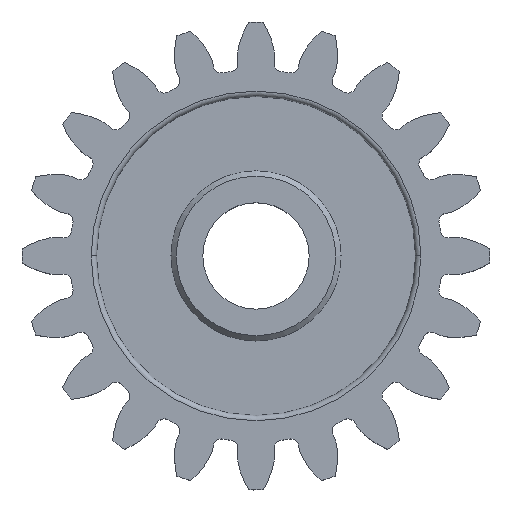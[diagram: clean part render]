
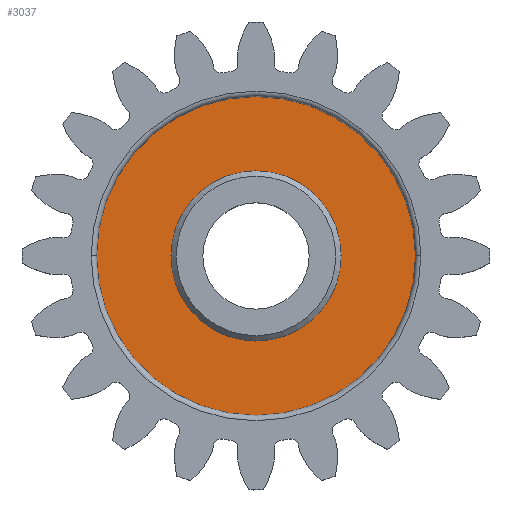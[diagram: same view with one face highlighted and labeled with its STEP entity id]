
A CAD part, top view. The second image highlights one B-rep face of the part: STEP entity #3037.
In plain terms, the highlighted planar face has unit normal (0, 0, 1).
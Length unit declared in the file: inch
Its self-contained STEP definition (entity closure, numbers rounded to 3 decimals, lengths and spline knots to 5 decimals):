
#68 = DIRECTION ( 'NONE',  ( -1., 0., 0. ) ) ;
#79 = CIRCLE ( 'NONE', #8050, 1.1811 ) ;
#239 = EDGE_CURVE ( 'NONE', #3572, #471, #5037, .T. ) ;
#367 = VERTEX_POINT ( 'NONE', #1274 ) ;
#471 = VERTEX_POINT ( 'NONE', #4826 ) ;
#749 = ORIENTED_EDGE ( 'NONE', *, *, #811, .T. ) ;
#811 = EDGE_CURVE ( 'NONE', #471, #3572, #6637, .T. ) ;
#921 = DIRECTION ( 'NONE',  ( 0., 0., -1. ) ) ;
#927 = CARTESIAN_POINT ( 'NONE',  ( 0., 0., 0.03937 ) ) ;
#1079 = AXIS2_PLACEMENT_3D ( 'NONE', #927, #7395, #3420 ) ;
#1274 = CARTESIAN_POINT ( 'NONE',  ( -1.1811, 0., 0.03937 ) ) ;
#1812 = CARTESIAN_POINT ( 'NONE',  ( 0., 0., 0.03937 ) ) ;
#2145 = AXIS2_PLACEMENT_3D ( 'NONE', #1812, #5048, #9733 ) ;
#2680 = DIRECTION ( 'NONE',  ( 0., 0., 1. ) ) ;
#3037 = ADVANCED_FACE ( 'NONE', ( #4771, #9844 ), #9695, .F. ) ;
#3058 = AXIS2_PLACEMENT_3D ( 'NONE', #6376, #921, #68 ) ;
#3420 = DIRECTION ( 'NONE',  ( -1., 0., 0. ) ) ;
#3492 = CARTESIAN_POINT ( 'NONE',  ( 1.1811, 0., 0.03937 ) ) ;
#3572 = VERTEX_POINT ( 'NONE', #4769 ) ;
#3749 = EDGE_LOOP ( 'NONE', ( #749, #4120 ) ) ;
#3956 = CARTESIAN_POINT ( 'NONE',  ( 0., 0., 0.03937 ) ) ;
#4120 = ORIENTED_EDGE ( 'NONE', *, *, #239, .T. ) ;
#4769 = CARTESIAN_POINT ( 'NONE',  ( 0.62992, 0., 0.03937 ) ) ;
#4771 = FACE_BOUND ( 'NONE', #3749, .T. ) ;
#4826 = CARTESIAN_POINT ( 'NONE',  ( -0.62992, 0., 0.03937 ) ) ;
#5037 = CIRCLE ( 'NONE', #8009, 0.62992 ) ;
#5048 = DIRECTION ( 'NONE',  ( 0., 0., 1. ) ) ;
#5053 = EDGE_CURVE ( 'NONE', #367, #9840, #79, .T. ) ;
#6088 = ORIENTED_EDGE ( 'NONE', *, *, #5053, .T. ) ;
#6376 = CARTESIAN_POINT ( 'NONE',  ( 0., 0., 0.03937 ) ) ;
#6391 = DIRECTION ( 'NONE',  ( -1., 0., 0. ) ) ;
#6426 = DIRECTION ( 'NONE',  ( 0., 0., -1. ) ) ;
#6637 = CIRCLE ( 'NONE', #3058, 0.62992 ) ;
#7352 = EDGE_CURVE ( 'NONE', #9840, #367, #9472, .T. ) ;
#7395 = DIRECTION ( 'NONE',  ( 0., 0., -1. ) ) ;
#7840 = EDGE_LOOP ( 'NONE', ( #8912, #6088 ) ) ;
#8009 = AXIS2_PLACEMENT_3D ( 'NONE', #3956, #6426, #6391 ) ;
#8050 = AXIS2_PLACEMENT_3D ( 'NONE', #9642, #2680, #8833 ) ;
#8833 = DIRECTION ( 'NONE',  ( 1., 0., 0. ) ) ;
#8912 = ORIENTED_EDGE ( 'NONE', *, *, #7352, .T. ) ;
#9472 = CIRCLE ( 'NONE', #2145, 1.1811 ) ;
#9642 = CARTESIAN_POINT ( 'NONE',  ( 0., 0., 0.03937 ) ) ;
#9695 = PLANE ( 'NONE',  #1079 ) ;
#9733 = DIRECTION ( 'NONE',  ( 1., 0., 0. ) ) ;
#9840 = VERTEX_POINT ( 'NONE', #3492 ) ;
#9844 = FACE_OUTER_BOUND ( 'NONE', #7840, .T. ) ;
